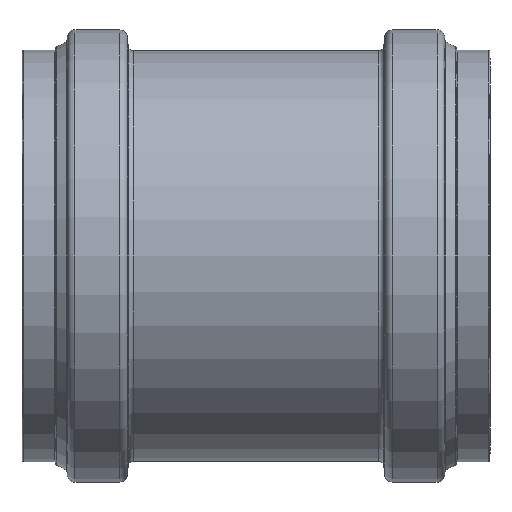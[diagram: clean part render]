
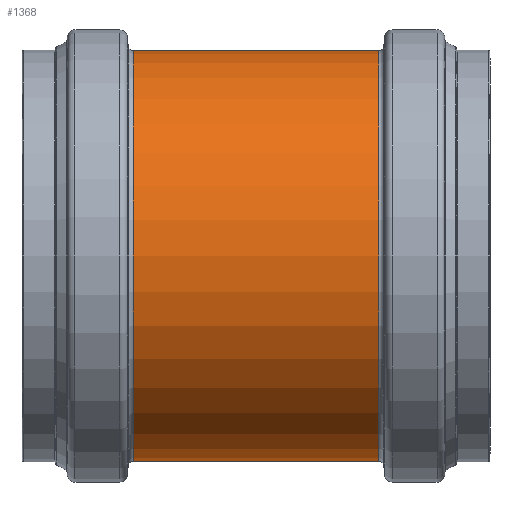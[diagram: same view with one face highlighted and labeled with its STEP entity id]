
A CAD part, left-side view. The second image highlights one B-rep face of the part: STEP entity #1368.
In plain terms, the highlighted cylindrical face has radius 106.65 mm (diameter 213.3 mm), a full revolution.
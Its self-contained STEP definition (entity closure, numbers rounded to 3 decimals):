
#37=CYLINDRICAL_SURFACE('',#1589,106.65);
#112=FACE_OUTER_BOUND('',#179,.T.);
#179=EDGE_LOOP('',(#1167,#1168,#1169,#1170,#1171,#1172,#1173,#1174));
#219=LINE('',#2554,#247);
#247=VECTOR('',#2063,106.65);
#391=CIRCLE('',#1586,106.65);
#392=CIRCLE('',#1587,106.65);
#393=CIRCLE('',#1588,106.65);
#394=CIRCLE('',#1590,106.65);
#395=CIRCLE('',#1591,106.65);
#396=CIRCLE('',#1592,106.65);
#573=VERTEX_POINT('',#2540);
#574=VERTEX_POINT('',#2542);
#575=VERTEX_POINT('',#2544);
#576=VERTEX_POINT('',#2548);
#577=VERTEX_POINT('',#2549);
#578=VERTEX_POINT('',#2551);
#783=EDGE_CURVE('',#574,#573,#391,.T.);
#784=EDGE_CURVE('',#575,#574,#392,.T.);
#785=EDGE_CURVE('',#573,#575,#393,.T.);
#786=EDGE_CURVE('',#576,#577,#394,.T.);
#787=EDGE_CURVE('',#578,#576,#395,.T.);
#788=EDGE_CURVE('',#577,#578,#396,.T.);
#789=EDGE_CURVE('',#577,#574,#219,.T.);
#1167=ORIENTED_EDGE('',*,*,#786,.F.);
#1168=ORIENTED_EDGE('',*,*,#787,.F.);
#1169=ORIENTED_EDGE('',*,*,#788,.F.);
#1170=ORIENTED_EDGE('',*,*,#789,.T.);
#1171=ORIENTED_EDGE('',*,*,#783,.T.);
#1172=ORIENTED_EDGE('',*,*,#785,.T.);
#1173=ORIENTED_EDGE('',*,*,#784,.T.);
#1174=ORIENTED_EDGE('',*,*,#789,.F.);
#1368=ADVANCED_FACE('',(#112),#37,.T.);
#1586=AXIS2_PLACEMENT_3D('',#2543,#2049,#2050);
#1587=AXIS2_PLACEMENT_3D('',#2545,#2051,#2052);
#1588=AXIS2_PLACEMENT_3D('',#2546,#2053,#2054);
#1589=AXIS2_PLACEMENT_3D('',#2547,#2055,#2056);
#1590=AXIS2_PLACEMENT_3D('',#2550,#2057,#2058);
#1591=AXIS2_PLACEMENT_3D('',#2552,#2059,#2060);
#1592=AXIS2_PLACEMENT_3D('',#2553,#2061,#2062);
#2049=DIRECTION('center_axis',(0.,1.,0.));
#2050=DIRECTION('ref_axis',(1.,0.,0.));
#2051=DIRECTION('center_axis',(0.,1.,0.));
#2052=DIRECTION('ref_axis',(1.,0.,0.));
#2053=DIRECTION('center_axis',(0.,1.,0.));
#2054=DIRECTION('ref_axis',(1.,0.,0.));
#2055=DIRECTION('center_axis',(0.,1.,0.));
#2056=DIRECTION('ref_axis',(-1.,0.,0.));
#2057=DIRECTION('center_axis',(0.,1.,0.));
#2058=DIRECTION('ref_axis',(1.,0.,0.));
#2059=DIRECTION('center_axis',(0.,1.,0.));
#2060=DIRECTION('ref_axis',(1.,0.,0.));
#2061=DIRECTION('center_axis',(0.,1.,0.));
#2062=DIRECTION('ref_axis',(1.,0.,0.));
#2063=DIRECTION('',(0.,-1.,0.));
#2540=CARTESIAN_POINT('',(0.,57.638,-106.65));
#2542=CARTESIAN_POINT('',(106.65,57.638,0.));
#2543=CARTESIAN_POINT('Origin',(0.,57.638,0.));
#2544=CARTESIAN_POINT('',(-106.65,57.638,0.));
#2545=CARTESIAN_POINT('Origin',(0.,57.638,0.));
#2546=CARTESIAN_POINT('Origin',(0.,57.638,0.));
#2547=CARTESIAN_POINT('Origin',(0.,121.5,0.));
#2548=CARTESIAN_POINT('',(-106.65,185.362,0.));
#2549=CARTESIAN_POINT('',(106.65,185.362,0.));
#2550=CARTESIAN_POINT('Origin',(0.,185.362,0.));
#2551=CARTESIAN_POINT('',(0.,185.362,-106.65));
#2552=CARTESIAN_POINT('Origin',(0.,185.362,0.));
#2553=CARTESIAN_POINT('Origin',(0.,185.362,0.));
#2554=CARTESIAN_POINT('',(106.65,121.5,0.));
